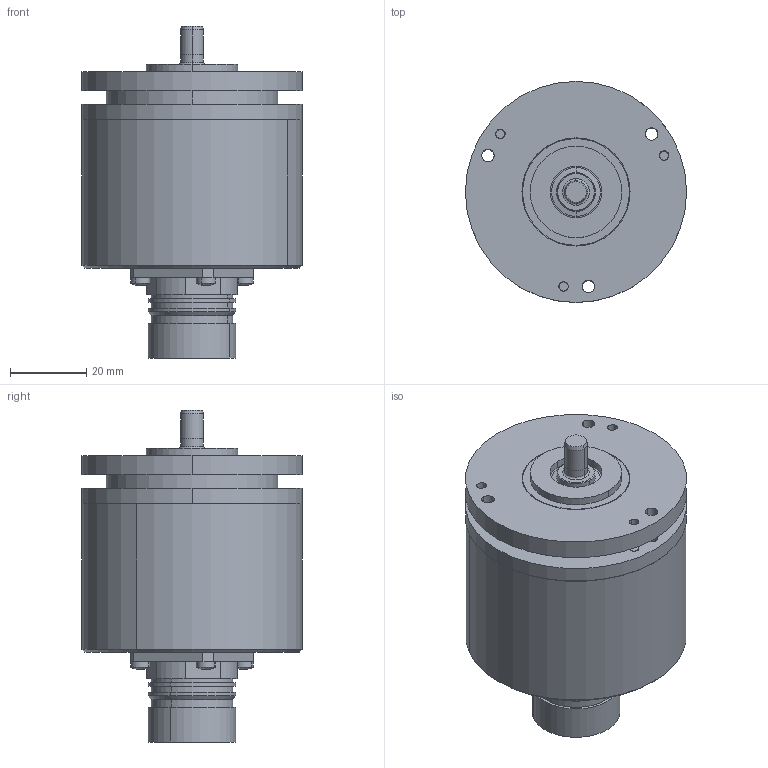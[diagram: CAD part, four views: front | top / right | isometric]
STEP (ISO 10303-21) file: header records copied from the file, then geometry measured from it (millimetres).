
FILE_DESCRIPTION((''),'2;1');
FILE_NAME('515465','2010-11-10T',('se2802'),(''),'PRO/ENGINEER BY PARAMETRIC TECHNOLOGY CORPORATION, 2010180','PRO/ENGINEER BY PARAMETRIC TECHNOLOGY CORPORATION, 2010180','');
FILE_SCHEMA(('CONFIG_CONTROL_DESIGN'));
Length unit declared in the file: millimetre
Products named in the file (1): 515465
Bounding box: 58 x 58 x 87.1 mm (x, y, z)
Volume: 83376.1 mm3; surface area: 44195.1 mm2
Topology: 2 solids, 5 shells, 1384 faces, 3738 edges, 2445 vertices
Faces by surface type: cylinder 523, plane 407, extrusion 324, cone 58, torus 58, sphere 14
Entity records: 49196 total; most frequent: CARTESIAN_POINT 14755, ORIENTED_EDGE 7472, DIRECTION 6616, EDGE_CURVE 3736, VERTEX_POINT 2445, AXIS2_PLACEMENT_3D 2428, VECTOR 1760, EDGE_LOOP 1551
